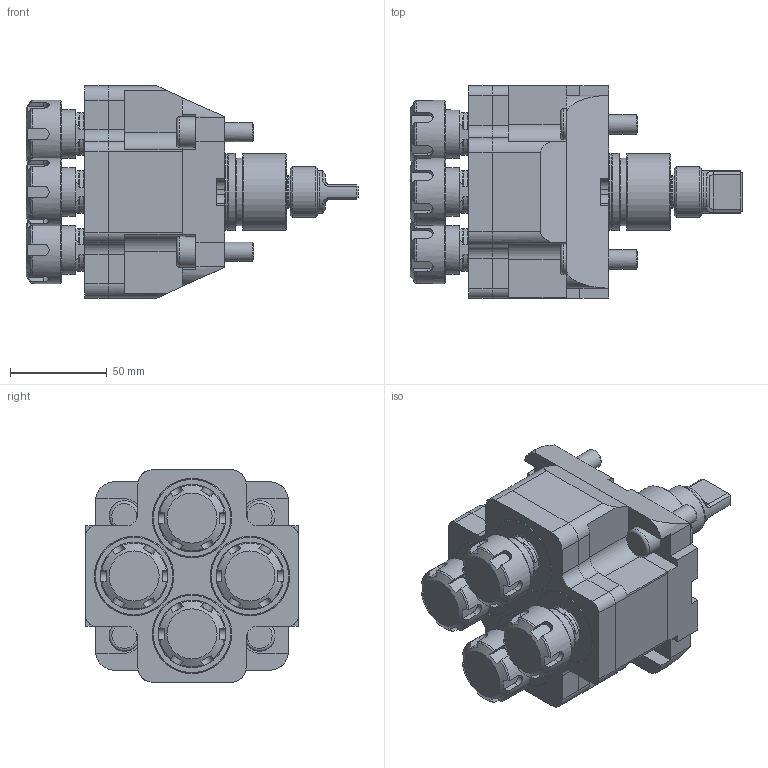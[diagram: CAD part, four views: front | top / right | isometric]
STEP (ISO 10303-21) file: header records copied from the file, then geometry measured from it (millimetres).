
FILE_DESCRIPTION (( 'STEP AP214' ), '1' );
FILE_NAME ('RAPPQH16121UNZ.STEP', '2026-01-28T10:21:16', ( '' ), ( '' ), 'SwSTEP 2.0', 'SolidWorks 2023', '' );
FILE_SCHEMA (( 'AUTOMOTIVE_DESIGN' ));
Length unit declared in the file: millimetre
Products named in the file (1): RAPPQH16121UNZ
Bounding box: 172.02 x 110 x 110 mm (x, y, z)
Volume: 762611.1 mm3; surface area: 103090.1 mm2
Topology: 1 solids, 1 shells, 834 faces, 2140 edges, 1400 vertices
Faces by surface type: plane 503, cylinder 180, bspline 58, torus 55, cone 38
Full cylindrical faces by diameter (mm): 1.7 x1, 2.1 x1, 6.366 x1, 10 x4, 16 x4, 16.6 x1, 17 x1, 22 x1, 25 x8, 26 x1, 29 x4, 29.2 x4, 33 x4, 33.2 x4, 35 x4, 35.1 x1, 37 x4, 37.2 x4, 39.5 x1, 39.8 x1, 39.9 x1, 41 x4, 41.2 x4
Entity records: 38777 total; most frequent: CARTESIAN_POINT 10515, ORIENTED_EDGE 3974, DIRECTION 3634, EDGE_CURVE 1987, VERTEX_POINT 1359, AXIS2_PLACEMENT_3D 1250, VECTOR 1134, LINE 1134
